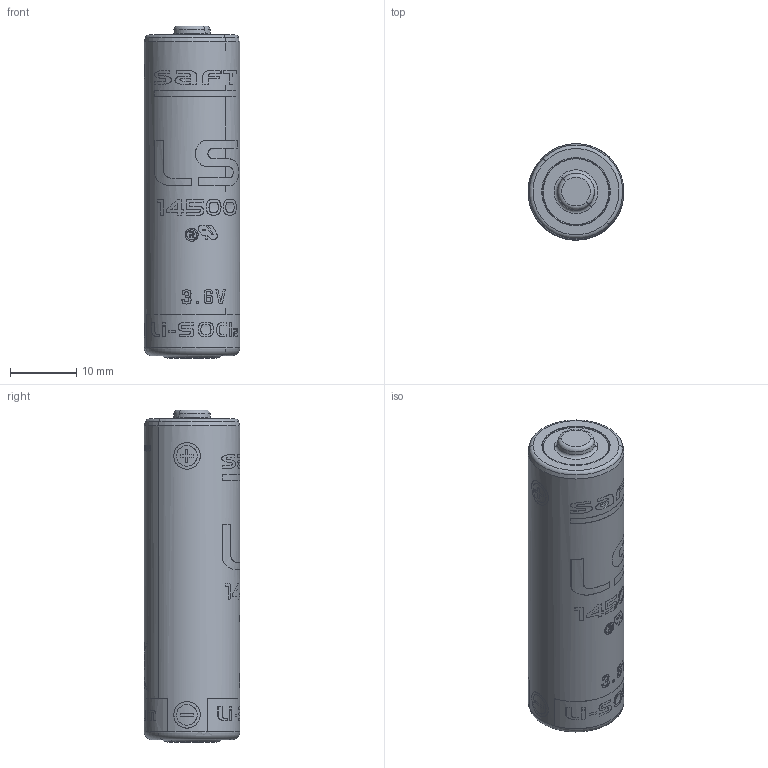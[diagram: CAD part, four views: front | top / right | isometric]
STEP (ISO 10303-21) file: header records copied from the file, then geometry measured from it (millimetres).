
FILE_DESCRIPTION(('FreeCAD Model'),'2;1');
FILE_NAME( 'LS14500-decal.stp', '2021-06-04T13:35:44',('Author'),(''), 'Open CASCADE STEP processor 7.3','FreeCAD','Unknown');
FILE_SCHEMA(('AUTOMOTIVE_DESIGN { 1 0 10303 214 1 1 1 1 }'));
Products named in the file (1): HP04474-LS14500_GI
Bounding box: 14.44 x 14.44 x 50 mm (x, y, z)
Volume: 7924.8 mm3; surface area: 2521.3 mm2
Topology: 1 solids, 1 shells, 1383 faces, 3883 edges, 2584 vertices
Faces by surface type: plane 1227, cylinder 121, extrusion 15, torus 12, cone 8
Entity records: 65453 total; most frequent: CARTESIAN_POINT 18137, DIRECTION 8645, ORIENTED_EDGE 7766, EDGE_CURVE 3883, AXIS2_PLACEMENT_3D 3502, VERTEX_POINT 2584, ELLIPSE 1645, VECTOR 1641
